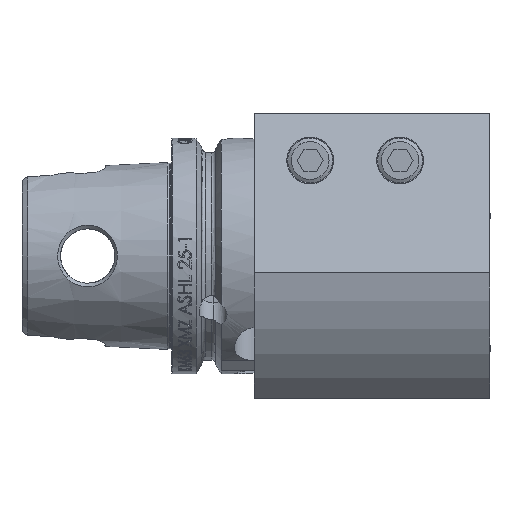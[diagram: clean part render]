
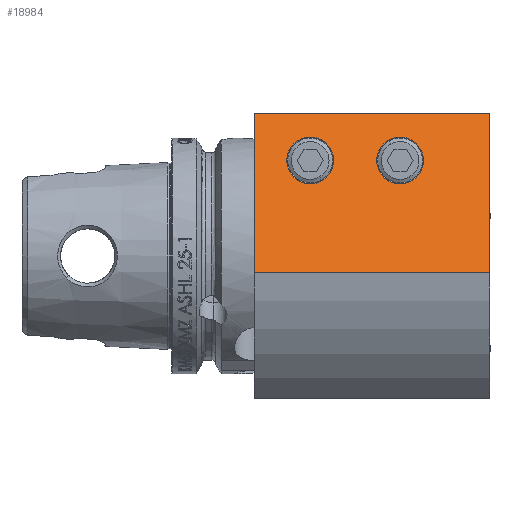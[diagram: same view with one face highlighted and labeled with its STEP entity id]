
A CAD part, front view. The second image highlights one B-rep face of the part: STEP entity #18984.
In plain terms, the highlighted planar face has unit normal (0, -0.906, 0.423).
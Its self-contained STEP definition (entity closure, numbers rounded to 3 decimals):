
#1557 = CARTESIAN_POINT ( 'NONE',  ( 49.5, -32.914, 31.75 ) ) ;
#1588 = EDGE_CURVE ( 'NONE', #3623, #23625, #3066, .T. ) ;
#1686 = CARTESIAN_POINT ( 'NONE',  ( 73.5, -38.743, 19.25 ) ) ;
#1825 = CARTESIAN_POINT ( 'NONE',  ( 37., -38.743, 19.25 ) ) ;
#2251 = ORIENTED_EDGE ( 'NONE', *, *, #18719, .T. ) ;
#3066 = LINE ( 'NONE', #14343, #11186 ) ;
#3623 = VERTEX_POINT ( 'NONE', #7109 ) ;
#3687 = DIRECTION ( 'NONE',  ( 0., -0.423, -0.906 ) ) ;
#3998 = CARTESIAN_POINT ( 'NONE',  ( 48.5, -32.914, 31.75 ) ) ;
#4001 = VERTEX_POINT ( 'NONE', #31428 ) ;
#4476 = EDGE_CURVE ( 'NONE', #39430, #39511, #34940, .T. ) ;
#4671 = EDGE_CURVE ( 'NONE', #4001, #3623, #10142, .T. ) ;
#4896 = CARTESIAN_POINT ( 'NONE',  ( 37., -38.743, 19.25 ) ) ;
#6647 = EDGE_CURVE ( 'NONE', #33723, #35132, #27359, .T. ) ;
#6697 = DIRECTION ( 'NONE',  ( 0., -0.423, -0.906 ) ) ;
#7109 = CARTESIAN_POINT ( 'NONE',  ( 85., -30., 38. ) ) ;
#7460 = CARTESIAN_POINT ( 'NONE',  ( 61., -32.914, 31.75 ) ) ;
#7790 = CARTESIAN_POINT ( 'NONE',  ( 73.5, -32.914, 31.75 ) ) ;
#8052 = AXIS2_PLACEMENT_3D ( 'NONE', #31127, #22001, #3687 ) ;
#10108 = VECTOR ( 'NONE', #25546, 1000. ) ;
#10142 = LINE ( 'NONE', #27782, #18275 ) ;
#10254 = CARTESIAN_POINT ( 'NONE',  ( 22., -33.575, 30.333 ) ) ;
#10305 = ORIENTED_EDGE ( 'NONE', *, *, #1588, .F. ) ;
#10313 = ORIENTED_EDGE ( 'NONE', *, *, #24801, .F. ) ;
#10754 = CARTESIAN_POINT ( 'NONE',  ( 24.5, -32.914, 31.75 ) ) ;
#11186 = VECTOR ( 'NONE', #6697, 1000. ) ;
#11484 = CARTESIAN_POINT ( 'NONE',  ( 61., -32.914, 31.75 ) ) ;
#13907 = EDGE_CURVE ( 'NONE', #15929, #23625, #33145, .T. ) ;
#14343 = CARTESIAN_POINT ( 'NONE',  ( 85., -65.439, -38. ) ) ;
#15065 = ORIENTED_EDGE ( 'NONE', *, *, #6647, .F. ) ;
#15929 = VERTEX_POINT ( 'NONE', #36268 ) ;
#16884 = CARTESIAN_POINT ( 'NONE',  ( 49.5, -38.743, 19.25 ) ) ;
#16894 = CARTESIAN_POINT ( 'NONE',  ( 37., -38.743, 19.25 ) ) ;
#18074 = EDGE_CURVE ( 'NONE', #35132, #33723, #32758, .T. ) ;
#18245 = FACE_BOUND ( 'NONE', #32350, .T. ) ;
#18275 = VECTOR ( 'NONE', #30858, 1000. ) ;
#18678 = EDGE_LOOP ( 'NONE', ( #15065, #26129 ) ) ;
#18719 = EDGE_CURVE ( 'NONE', #4001, #15929, #29320, .T. ) ;
#18984 = ADVANCED_FACE ( 'NONE', ( #31689, #18245, #38872 ), #38907, .T. ) ;
#21663 = CARTESIAN_POINT ( 'NONE',  ( 48.5, -38.743, 19.25 ) ) ;
#22001 = DIRECTION ( 'NONE',  ( 0., -0.906, 0.423 ) ) ;
#22188 = CARTESIAN_POINT ( 'NONE',  ( 85., -49.8, -4.462 ) ) ;
#22393 = CARTESIAN_POINT ( 'NONE',  ( 61., -38.743, 19.25 ) ) ;
#22662 = CARTESIAN_POINT ( 'NONE',  ( 61., -38.743, 19.25 ) ) ;
#22723 = ORIENTED_EDGE ( 'NONE', *, *, #13907, .T. ) ;
#23625 = VERTEX_POINT ( 'NONE', #22188 ) ;
#24801 = EDGE_CURVE ( 'NONE', #39511, #39430, #27862, .T. ) ;
#24903 = CARTESIAN_POINT ( 'NONE',  ( 12.252, -49.8, -4.462 ) ) ;
#25546 = DIRECTION ( 'NONE',  ( 0., -0.423, -0.906 ) ) ;
#25688 = EDGE_LOOP ( 'NONE', ( #22723, #10305, #36443, #2251 ) ) ;
#26129 = ORIENTED_EDGE ( 'NONE', *, *, #18074, .F. ) ;
#26880 = ORIENTED_EDGE ( 'NONE', *, *, #4476, .F. ) ;
#27359 =( BOUNDED_CURVE ( )  B_SPLINE_CURVE ( 3, ( #1825, #16884, #1557, #35375 ),
 .UNSPECIFIED., .F., .F. ) 
 B_SPLINE_CURVE_WITH_KNOTS ( ( 4, 4 ),
 ( 0., 3.142 ),
 .UNSPECIFIED. ) 
 CURVE ( )  GEOMETRIC_REPRESENTATION_ITEM ( )  RATIONAL_B_SPLINE_CURVE ( ( 1., 0.333, 0.333, 1. ) ) 
 REPRESENTATION_ITEM ( '' )  );
#27782 = CARTESIAN_POINT ( 'NONE',  ( -27., -30., 38. ) ) ;
#27862 =( BOUNDED_CURVE ( )  B_SPLINE_CURVE ( 3, ( #22393, #1686, #7790, #29235 ),
 .UNSPECIFIED., .F., .T. ) 
 B_SPLINE_CURVE_WITH_KNOTS ( ( 4, 4 ),
 ( 0., 3.142 ),
 .UNSPECIFIED. ) 
 CURVE ( )  GEOMETRIC_REPRESENTATION_ITEM ( )  RATIONAL_B_SPLINE_CURVE ( ( 1., 0.333, 0.333, 1. ) ) 
 REPRESENTATION_ITEM ( '' )  );
#27981 = DIRECTION ( 'NONE',  ( 1., 0., 0. ) ) ;
#29235 = CARTESIAN_POINT ( 'NONE',  ( 61., -32.914, 31.75 ) ) ;
#29320 = LINE ( 'NONE', #10254, #10108 ) ;
#30098 = CARTESIAN_POINT ( 'NONE',  ( 37., -32.914, 31.75 ) ) ;
#30858 = DIRECTION ( 'NONE',  ( 1., 0., 0. ) ) ;
#31127 = CARTESIAN_POINT ( 'NONE',  ( -27., -65.439, -38. ) ) ;
#31227 = VECTOR ( 'NONE', #27981, 1000. ) ;
#31428 = CARTESIAN_POINT ( 'NONE',  ( 22., -30., 38. ) ) ;
#31689 = FACE_BOUND ( 'NONE', #18678, .T. ) ;
#32191 = CARTESIAN_POINT ( 'NONE',  ( 37., -32.914, 31.75 ) ) ;
#32350 = EDGE_LOOP ( 'NONE', ( #10313, #26880 ) ) ;
#32758 =( BOUNDED_CURVE ( )  B_SPLINE_CURVE ( 3, ( #32191, #10754, #35264, #16894 ),
 .UNSPECIFIED., .F., .T. ) 
 B_SPLINE_CURVE_WITH_KNOTS ( ( 4, 4 ),
 ( 3.142, 6.283 ),
 .UNSPECIFIED. ) 
 CURVE ( )  GEOMETRIC_REPRESENTATION_ITEM ( )  RATIONAL_B_SPLINE_CURVE ( ( 1., 0.333, 0.333, 1. ) ) 
 REPRESENTATION_ITEM ( '' )  );
#33145 = LINE ( 'NONE', #24903, #31227 ) ;
#33723 = VERTEX_POINT ( 'NONE', #4896 ) ;
#34940 =( BOUNDED_CURVE ( )  B_SPLINE_CURVE ( 3, ( #7460, #3998, #21663, #22662 ),
 .UNSPECIFIED., .F., .F. ) 
 B_SPLINE_CURVE_WITH_KNOTS ( ( 4, 4 ),
 ( 3.142, 6.283 ),
 .UNSPECIFIED. ) 
 CURVE ( )  GEOMETRIC_REPRESENTATION_ITEM ( )  RATIONAL_B_SPLINE_CURVE ( ( 1., 0.333, 0.333, 1. ) ) 
 REPRESENTATION_ITEM ( '' )  );
#35132 = VERTEX_POINT ( 'NONE', #30098 ) ;
#35264 = CARTESIAN_POINT ( 'NONE',  ( 24.5, -38.743, 19.25 ) ) ;
#35375 = CARTESIAN_POINT ( 'NONE',  ( 37., -32.914, 31.75 ) ) ;
#36268 = CARTESIAN_POINT ( 'NONE',  ( 22., -49.8, -4.462 ) ) ;
#36443 = ORIENTED_EDGE ( 'NONE', *, *, #4671, .F. ) ;
#38872 = FACE_OUTER_BOUND ( 'NONE', #25688, .T. ) ;
#38907 = PLANE ( 'NONE',  #8052 ) ;
#39213 = CARTESIAN_POINT ( 'NONE',  ( 61., -38.743, 19.25 ) ) ;
#39430 = VERTEX_POINT ( 'NONE', #11484 ) ;
#39511 = VERTEX_POINT ( 'NONE', #39213 ) ;
